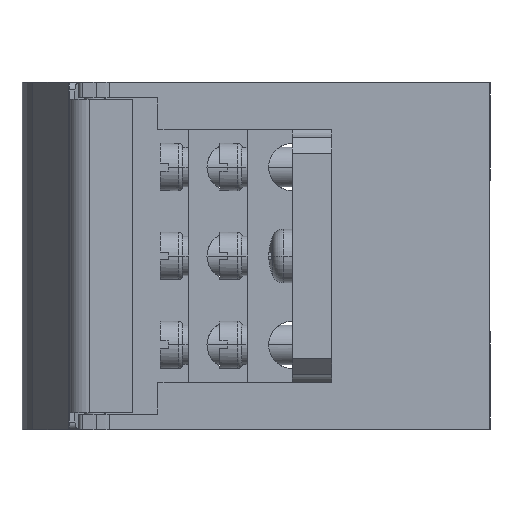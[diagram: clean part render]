
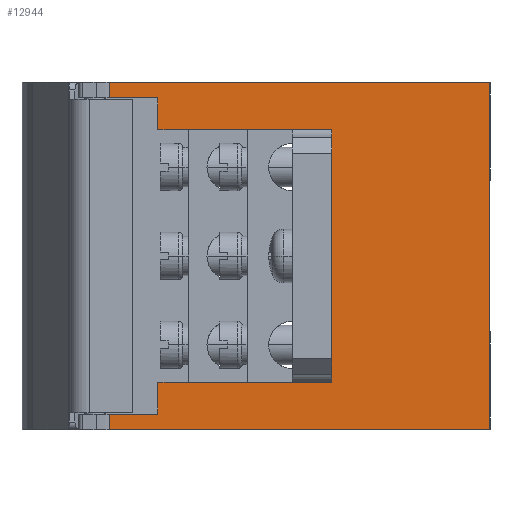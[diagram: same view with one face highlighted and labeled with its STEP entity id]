
A CAD part, left-side view. The second image highlights one B-rep face of the part: STEP entity #12944.
In plain terms, the highlighted planar face has unit normal (-1, 0, 0).
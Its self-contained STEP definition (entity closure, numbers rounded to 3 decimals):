
#772=DIRECTION('',(0.,0.,-1.));
#773=VECTOR('',#772,1.);
#774=CARTESIAN_POINT('',(-21.,20.,-15.));
#775=LINE('',#774,#773);
#788=DIRECTION('',(0.,0.,-1.));
#789=VECTOR('',#788,1.);
#790=CARTESIAN_POINT('',(-21.,20.,16.));
#791=LINE('',#790,#789);
#2736=DIRECTION('',(0.,0.,1.));
#2737=VECTOR('',#2736,30.);
#2738=CARTESIAN_POINT('',(-21.,20.,-15.));
#2739=LINE('',#2738,#2737);
#2740=DIRECTION('',(0.,1.,0.));
#2741=VECTOR('',#2740,6.172);
#2742=CARTESIAN_POINT('',(-21.,42.,20.));
#2743=LINE('',#2742,#2741);
#2744=DIRECTION('',(0.,0.,1.));
#2745=VECTOR('',#2744,2.);
#2746=CARTESIAN_POINT('',(-21.,48.172,20.));
#2747=LINE('',#2746,#2745);
#2748=DIRECTION('',(0.,-1.,0.));
#2749=VECTOR('',#2748,48.172);
#2750=CARTESIAN_POINT('',(-21.,48.172,22.));
#2751=LINE('',#2750,#2749);
#2752=DIRECTION('',(0.,1.,0.));
#2753=VECTOR('',#2752,48.172);
#2754=CARTESIAN_POINT('',(-21.,0.,-22.));
#2755=LINE('',#2754,#2753);
#2756=DIRECTION('',(0.,-1.,0.));
#2757=VECTOR('',#2756,6.172);
#2758=CARTESIAN_POINT('',(-21.,48.172,-20.));
#2759=LINE('',#2758,#2757);
#2764=DIRECTION('',(0.,-1.,0.));
#2765=VECTOR('',#2764,22.);
#2766=CARTESIAN_POINT('',(-21.,42.,16.));
#2767=LINE('',#2766,#2765);
#2776=DIRECTION('',(0.,0.,-1.));
#2777=VECTOR('',#2776,4.);
#2778=CARTESIAN_POINT('',(-21.,42.,20.));
#2779=LINE('',#2778,#2777);
#4924=DIRECTION('',(0.,0.,1.));
#4925=VECTOR('',#4924,44.);
#4926=CARTESIAN_POINT('',(-21.,0.,-22.));
#4927=LINE('',#4926,#4925);
#5312=DIRECTION('',(0.,0.,-1.));
#5313=VECTOR('',#5312,2.);
#5314=CARTESIAN_POINT('',(-21.,48.172,-20.));
#5315=LINE('',#5314,#5313);
#5441=DIRECTION('',(0.,0.,-1.));
#5442=VECTOR('',#5441,4.);
#5443=CARTESIAN_POINT('',(-21.,42.,-16.));
#5444=LINE('',#5443,#5442);
#5465=DIRECTION('',(0.,1.,0.));
#5466=VECTOR('',#5465,22.);
#5467=CARTESIAN_POINT('',(-21.,20.,-16.));
#5468=LINE('',#5467,#5466);
#7031=CARTESIAN_POINT('',(-21.,48.172,-22.));
#7032=VERTEX_POINT('',#7031);
#7033=CARTESIAN_POINT('',(-21.,0.,-22.));
#7034=VERTEX_POINT('',#7033);
#7087=CARTESIAN_POINT('',(-21.,48.172,-20.));
#7089=VERTEX_POINT('',#7087);
#7157=CARTESIAN_POINT('',(-21.,48.172,20.));
#7158=VERTEX_POINT('',#7157);
#7160=CARTESIAN_POINT('',(-21.,42.,20.));
#7162=VERTEX_POINT('',#7160);
#7205=CARTESIAN_POINT('',(-21.,0.,22.));
#7206=VERTEX_POINT('',#7205);
#7207=CARTESIAN_POINT('',(-21.,48.172,22.));
#7208=VERTEX_POINT('',#7207);
#7221=CARTESIAN_POINT('',(-21.,42.,-20.));
#7222=VERTEX_POINT('',#7221);
#7223=CARTESIAN_POINT('',(-21.,42.,-16.));
#7224=VERTEX_POINT('',#7223);
#7225=CARTESIAN_POINT('',(-21.,20.,-16.));
#7226=VERTEX_POINT('',#7225);
#7227=CARTESIAN_POINT('',(-21.,42.,16.));
#7228=CARTESIAN_POINT('',(-21.,20.,16.));
#7229=VERTEX_POINT('',#7227);
#7230=VERTEX_POINT('',#7228);
#8597=CARTESIAN_POINT('',(-21.,20.,-15.));
#8598=CARTESIAN_POINT('',(-21.,20.,15.));
#8599=VERTEX_POINT('',#8597);
#8600=VERTEX_POINT('',#8598);
#12912=CARTESIAN_POINT('',(-21.,24.086,0.));
#12913=DIRECTION('',(1.,0.,0.));
#12914=DIRECTION('',(0.,-1.,0.));
#12915=AXIS2_PLACEMENT_3D('',#12912,#12913,#12914);
#12916=PLANE('',#12915);
#12917=ORIENTED_EDGE('',*,*,#12845,.T.);
#12918=ORIENTED_EDGE('',*,*,#9887,.F.);
#12920=ORIENTED_EDGE('',*,*,#12919,.F.);
#12922=ORIENTED_EDGE('',*,*,#12921,.F.);
#12924=ORIENTED_EDGE('',*,*,#12923,.T.);
#12926=ORIENTED_EDGE('',*,*,#12925,.T.);
#12928=ORIENTED_EDGE('',*,*,#12927,.T.);
#12930=ORIENTED_EDGE('',*,*,#12929,.F.);
#12932=ORIENTED_EDGE('',*,*,#12931,.T.);
#12934=ORIENTED_EDGE('',*,*,#12933,.F.);
#12936=ORIENTED_EDGE('',*,*,#12935,.T.);
#12938=ORIENTED_EDGE('',*,*,#12937,.F.);
#12940=ORIENTED_EDGE('',*,*,#12939,.F.);
#12941=ORIENTED_EDGE('',*,*,#9871,.F.);
#12942=EDGE_LOOP('',(#12917,#12918,#12920,#12922,#12924,#12926,#12928,#12930,
#12932,#12934,#12936,#12938,#12940,#12941));
#12943=FACE_OUTER_BOUND('',#12942,.F.);
#9871=EDGE_CURVE('',#8599,#7226,#775,.T.);
#9887=EDGE_CURVE('',#7230,#8600,#791,.T.);
#12845=EDGE_CURVE('',#8599,#8600,#2739,.T.);
#12919=EDGE_CURVE('',#7229,#7230,#2767,.T.);
#12921=EDGE_CURVE('',#7162,#7229,#2779,.T.);
#12923=EDGE_CURVE('',#7162,#7158,#2743,.T.);
#12925=EDGE_CURVE('',#7158,#7208,#2747,.T.);
#12927=EDGE_CURVE('',#7208,#7206,#2751,.T.);
#12929=EDGE_CURVE('',#7034,#7206,#4927,.T.);
#12931=EDGE_CURVE('',#7034,#7032,#2755,.T.);
#12933=EDGE_CURVE('',#7089,#7032,#5315,.T.);
#12935=EDGE_CURVE('',#7089,#7222,#2759,.T.);
#12937=EDGE_CURVE('',#7224,#7222,#5444,.T.);
#12939=EDGE_CURVE('',#7226,#7224,#5468,.T.);
#12944=ADVANCED_FACE('',(#12943),#12916,.F.);
